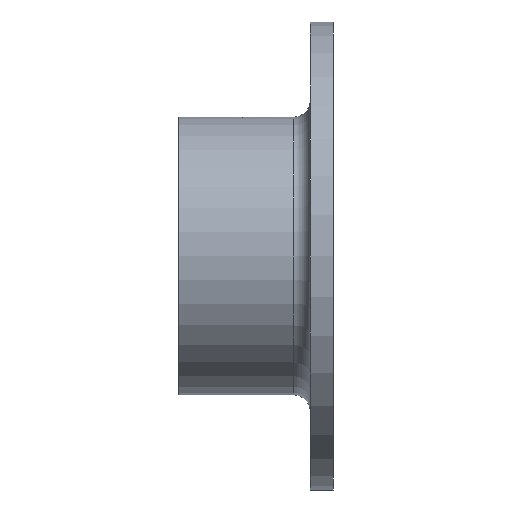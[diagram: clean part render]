
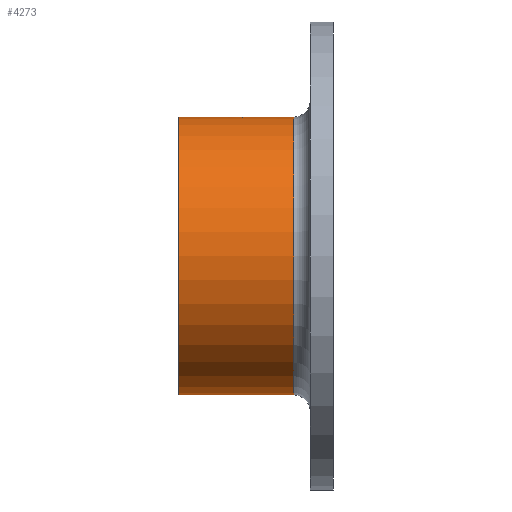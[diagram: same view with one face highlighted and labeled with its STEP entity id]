
A CAD part, left-side view. The second image highlights one B-rep face of the part: STEP entity #4273.
In plain terms, the highlighted cylindrical face has radius 34.15 mm (diameter 68.3 mm), a partial arc.
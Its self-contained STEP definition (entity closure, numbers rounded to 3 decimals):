
#73 = CARTESIAN_POINT ( 'NONE',  ( -2.1, 22.2, 34.085 ) ) ;
#183 = CARTESIAN_POINT ( 'NONE',  ( -0.275, 20.114, 34.149 ) ) ;
#298 = EDGE_LOOP ( 'NONE', ( #8747, #952, #13329, #12995, #14445, #12888, #11530 ) ) ;
#342 = CARTESIAN_POINT ( 'NONE',  ( 0., 38., -34.15 ) ) ;
#396 = CARTESIAN_POINT ( 'NONE',  ( 0., 38., 0. ) ) ;
#483 = CIRCLE ( 'NONE', #8294, 34.15 ) ;
#497 = CARTESIAN_POINT ( 'NONE',  ( 0., 9.7, 0. ) ) ;
#520 = CYLINDRICAL_SURFACE ( 'NONE', #2670, 34.15 ) ;
#952 = ORIENTED_EDGE ( 'NONE', *, *, #16919, .T. ) ;
#1523 = CARTESIAN_POINT ( 'NONE',  ( -2.033, 22.745, 34.089 ) ) ;
#1772 = CARTESIAN_POINT ( 'NONE',  ( -1.389, 20.619, 34.122 ) ) ;
#1825 = CARTESIAN_POINT ( 'NONE',  ( -2.1, 22.2, 34.085 ) ) ;
#1891 = CARTESIAN_POINT ( 'NONE',  ( 0., 38., 34.15 ) ) ;
#2208 = DIRECTION ( 'NONE',  ( 0., 0., -1. ) ) ;
#2550 = DIRECTION ( 'NONE',  ( 0., -1., 0. ) ) ;
#2670 = AXIS2_PLACEMENT_3D ( 'NONE', #5789, #4526, #19668 ) ;
#3125 = CARTESIAN_POINT ( 'NONE',  ( -2.1, 22.337, 34.085 ) ) ;
#3233 = CARTESIAN_POINT ( 'NONE',  ( 0., 20.1, 34.15 ) ) ;
#3297 = VECTOR ( 'NONE', #2550, 1000. ) ;
#3460 = DIRECTION ( 'NONE',  ( 0., 0., -1. ) ) ;
#4273 = ADVANCED_FACE ( 'NONE', ( #16261 ), #520, .T. ) ;
#4526 = DIRECTION ( 'NONE',  ( 0., -1., 0. ) ) ;
#4582 = CARTESIAN_POINT ( 'NONE',  ( -0.545, 24.233, 34.146 ) ) ;
#4716 = LINE ( 'NONE', #13389, #3297 ) ;
#4818 = CARTESIAN_POINT ( 'NONE',  ( -2.1, 22.063, 34.085 ) ) ;
#4942 = CARTESIAN_POINT ( 'NONE',  ( -1.679, 20.909, 34.109 ) ) ;
#5170 = VECTOR ( 'NONE', #11356, 1000. ) ;
#5342 = LINE ( 'NONE', #12336, #16336 ) ;
#5789 = CARTESIAN_POINT ( 'NONE',  ( 0., 0., 0. ) ) ;
#6039 = CARTESIAN_POINT ( 'NONE',  ( -1.387, 23.783, 34.122 ) ) ;
#6260 = DIRECTION ( 'NONE',  ( 0., -1., 0. ) ) ;
#6278 = CARTESIAN_POINT ( 'NONE',  ( -1.281, 20.53, 34.126 ) ) ;
#6346 = CARTESIAN_POINT ( 'NONE',  ( -1.836, 21.144, 34.101 ) ) ;
#6608 = B_SPLINE_CURVE_WITH_KNOTS ( 'NONE', 3,
 ( #13439, #10828, #7661, #4582, #17936, #7266, #8789, #12314, #6039, #16804, #15204, #9125, #16734, #10690, #1523, #18325, #3125, #73 ),
 .UNSPECIFIED., .F., .F.,
 ( 4, 2, 2, 2, 2, 2, 2, 2, 4 ),
 ( 0.003, 0.004, 0.004, 0.005, 0.005, 0.005, 0.006, 0.006, 0.007 ),
 .UNSPECIFIED. ) ;
#6665 = DIRECTION ( 'NONE',  ( 0., -1., 0. ) ) ;
#7140 = VERTEX_POINT ( 'NONE', #18952 ) ;
#7188 = VERTEX_POINT ( 'NONE', #8218 ) ;
#7241 = EDGE_CURVE ( 'NONE', #13274, #16619, #4716, .T. ) ;
#7266 = CARTESIAN_POINT ( 'NONE',  ( -0.93, 24.088, 34.138 ) ) ;
#7661 = CARTESIAN_POINT ( 'NONE',  ( -0.276, 24.286, 34.149 ) ) ;
#7900 = CARTESIAN_POINT ( 'NONE',  ( -1.993, 21.523, 34.092 ) ) ;
#8178 = DIRECTION ( 'NONE',  ( 0., -1., 0. ) ) ;
#8218 = CARTESIAN_POINT ( 'NONE',  ( 0., 9.7, 34.15 ) ) ;
#8294 = AXIS2_PLACEMENT_3D ( 'NONE', #396, #8178, #3460 ) ;
#8694 = EDGE_CURVE ( 'NONE', #10524, #9045, #5342, .T. ) ;
#8747 = ORIENTED_EDGE ( 'NONE', *, *, #7241, .F. ) ;
#8765 = LINE ( 'NONE', #14479, #5170 ) ;
#8789 = CARTESIAN_POINT ( 'NONE',  ( -1.053, 24.022, 34.134 ) ) ;
#9045 = VERTEX_POINT ( 'NONE', #17470 ) ;
#9125 = CARTESIAN_POINT ( 'NONE',  ( -1.822, 23.253, 34.101 ) ) ;
#9847 = CIRCLE ( 'NONE', #9879, 34.15 ) ;
#9879 = AXIS2_PLACEMENT_3D ( 'NONE', #497, #6665, #2208 ) ;
#10185 = EDGE_CURVE ( 'NONE', #7188, #9045, #9847, .T. ) ;
#10524 = VERTEX_POINT ( 'NONE', #342 ) ;
#10690 = CARTESIAN_POINT ( 'NONE',  ( -1.993, 22.876, 34.092 ) ) ;
#10828 = CARTESIAN_POINT ( 'NONE',  ( -0.137, 24.3, 34.15 ) ) ;
#11356 = DIRECTION ( 'NONE',  ( 0., -1., 0. ) ) ;
#11530 = ORIENTED_EDGE ( 'NONE', *, *, #17841, .F. ) ;
#12288 = CARTESIAN_POINT ( 'NONE',  ( -2.1, 22.2, 34.085 ) ) ;
#12314 = CARTESIAN_POINT ( 'NONE',  ( -1.281, 23.87, 34.126 ) ) ;
#12336 = CARTESIAN_POINT ( 'NONE',  ( 0., 0., -34.15 ) ) ;
#12352 = CARTESIAN_POINT ( 'NONE',  ( -2.087, 21.927, 34.086 ) ) ;
#12888 = ORIENTED_EDGE ( 'NONE', *, *, #15104, .F. ) ;
#12995 = ORIENTED_EDGE ( 'NONE', *, *, #10185, .F. ) ;
#13274 = VERTEX_POINT ( 'NONE', #1891 ) ;
#13317 = VERTEX_POINT ( 'NONE', #1825 ) ;
#13329 = ORIENTED_EDGE ( 'NONE', *, *, #8694, .T. ) ;
#13389 = CARTESIAN_POINT ( 'NONE',  ( 0., 0., 34.15 ) ) ;
#13439 = CARTESIAN_POINT ( 'NONE',  ( 0., 24.3, 34.15 ) ) ;
#14187 = B_SPLINE_CURVE_WITH_KNOTS ( 'NONE', 3,
 ( #12288, #4818, #12352, #18581, #7900, #6346, #4942, #1772, #6278, #15512, #16976, #18712, #18513, #183, #17044, #3233 ),
 .UNSPECIFIED., .F., .F.,
 ( 4, 2, 2, 2, 2, 2, 2, 4 ),
 ( 0.007, 0.007, 0.007, 0.008, 0.009, 0.009, 0.009, 0.01 ),
 .UNSPECIFIED. ) ;
#14445 = ORIENTED_EDGE ( 'NONE', *, *, #18755, .F. ) ;
#14479 = CARTESIAN_POINT ( 'NONE',  ( 0., 0., 34.15 ) ) ;
#15104 = EDGE_CURVE ( 'NONE', #13317, #7140, #14187, .T. ) ;
#15204 = CARTESIAN_POINT ( 'NONE',  ( -1.67, 23.481, 34.109 ) ) ;
#15512 = CARTESIAN_POINT ( 'NONE',  ( -1.052, 20.377, 34.134 ) ) ;
#16261 = FACE_OUTER_BOUND ( 'NONE', #298, .T. ) ;
#16336 = VECTOR ( 'NONE', #6260, 1000. ) ;
#16619 = VERTEX_POINT ( 'NONE', #16997 ) ;
#16734 = CARTESIAN_POINT ( 'NONE',  ( -1.888, 23.131, 34.098 ) ) ;
#16804 = CARTESIAN_POINT ( 'NONE',  ( -1.583, 23.587, 34.113 ) ) ;
#16919 = EDGE_CURVE ( 'NONE', #13274, #10524, #483, .T. ) ;
#16976 = CARTESIAN_POINT ( 'NONE',  ( -0.931, 20.313, 34.138 ) ) ;
#16997 = CARTESIAN_POINT ( 'NONE',  ( 0., 24.3, 34.15 ) ) ;
#17044 = CARTESIAN_POINT ( 'NONE',  ( -0.139, 20.1, 34.15 ) ) ;
#17470 = CARTESIAN_POINT ( 'NONE',  ( 0., 9.7, -34.15 ) ) ;
#17841 = EDGE_CURVE ( 'NONE', #16619, #13317, #6608, .T. ) ;
#17936 = CARTESIAN_POINT ( 'NONE',  ( -0.676, 24.193, 34.144 ) ) ;
#18325 = CARTESIAN_POINT ( 'NONE',  ( -2.086, 22.476, 34.086 ) ) ;
#18513 = CARTESIAN_POINT ( 'NONE',  ( -0.544, 20.167, 34.146 ) ) ;
#18581 = CARTESIAN_POINT ( 'NONE',  ( -2.033, 21.656, 34.089 ) ) ;
#18712 = CARTESIAN_POINT ( 'NONE',  ( -0.677, 20.207, 34.144 ) ) ;
#18755 = EDGE_CURVE ( 'NONE', #7140, #7188, #8765, .T. ) ;
#18952 = CARTESIAN_POINT ( 'NONE',  ( 0., 20.1, 34.15 ) ) ;
#19668 = DIRECTION ( 'NONE',  ( 0., 0., -1. ) ) ;
